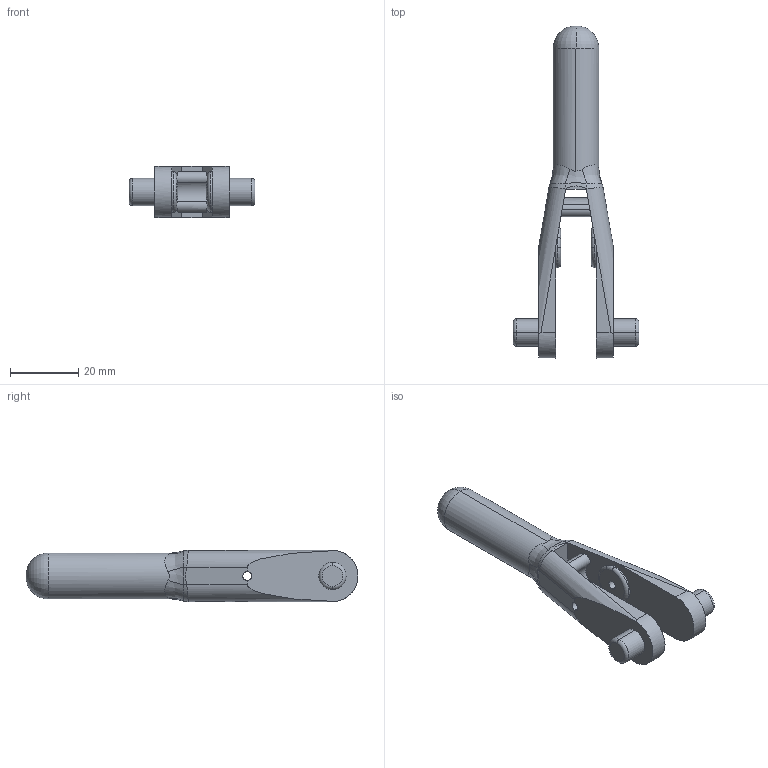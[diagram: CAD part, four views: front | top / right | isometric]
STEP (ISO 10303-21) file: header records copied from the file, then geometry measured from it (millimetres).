
FILE_DESCRIPTION (( 'STEP AP203' ), '1' );
FILE_NAME ('Leg_part_05_Default_sldprt.STEP', '2020-01-26T02:44:00', ( '' ), ( '' ), 'SwSTEP 2.0', 'SolidWorks 2019', '' );
FILE_SCHEMA (( 'CONFIG_CONTROL_DESIGN' ));
Length unit declared in the file: millimetre
Products named in the file (1): Leg_part_05_Default_sldprt
Bounding box: 37 x 97.5 x 15 mm (x, y, z)
Volume: 14767 mm3; surface area: 6547.1 mm2
Topology: 1 solids, 1 shells, 77 faces, 187 edges, 112 vertices
Faces by surface type: cylinder 27, plane 20, bspline 18, torus 12
Entity records: 3554 total; most frequent: CARTESIAN_POINT 1841, ORIENTED_EDGE 374, DIRECTION 315, EDGE_CURVE 187, AXIS2_PLACEMENT_3D 130, VERTEX_POINT 112, EDGE_LOOP 83, ADVANCED_FACE 77
